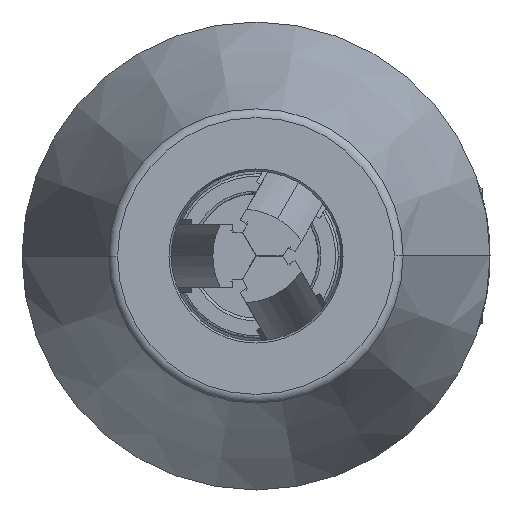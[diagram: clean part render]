
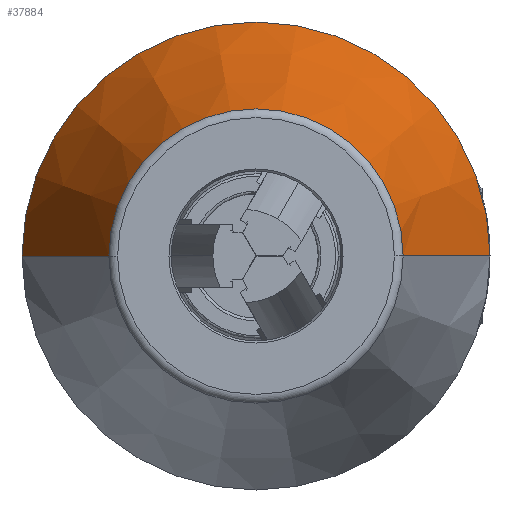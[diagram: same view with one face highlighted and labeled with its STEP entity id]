
A CAD part, front view. The second image highlights one B-rep face of the part: STEP entity #37884.
In plain terms, the highlighted conical face has half-angle 20 degrees and reference radius 25.05 mm.
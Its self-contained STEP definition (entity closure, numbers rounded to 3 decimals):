
#615 = CARTESIAN_POINT ( 'NONE',  ( 0., 69.342, 15.753 ) ) ;
#2556 = CONICAL_SURFACE ( 'NONE', #29897, 25.05, 0.349 ) ;
#2648 = CARTESIAN_POINT ( 'NONE',  ( 0., 43.8, 25.05 ) ) ;
#2743 = ORIENTED_EDGE ( 'NONE', *, *, #27035, .F. ) ;
#4200 = EDGE_CURVE ( 'NONE', #20525, #9540, #35080, .T. ) ;
#5333 = CARTESIAN_POINT ( 'NONE',  ( 0., 69.342, -15.753 ) ) ;
#5588 = ORIENTED_EDGE ( 'NONE', *, *, #4200, .T. ) ;
#5675 = DIRECTION ( 'NONE',  ( 0., -1., 0. ) ) ;
#6506 = CARTESIAN_POINT ( 'NONE',  ( 0., 43.8, 0. ) ) ;
#9040 = DIRECTION ( 'NONE',  ( 0., -0.94, 0.342 ) ) ;
#9540 = VERTEX_POINT ( 'NONE', #615 ) ;
#11454 = AXIS2_PLACEMENT_3D ( 'NONE', #23523, #5675, #26533 ) ;
#12639 = CARTESIAN_POINT ( 'NONE',  ( 0., 69.342, 0. ) ) ;
#13720 = CIRCLE ( 'NONE', #11454, 25.05 ) ;
#14621 = DIRECTION ( 'NONE',  ( 0., -0.94, -0.342 ) ) ;
#15618 = DIRECTION ( 'NONE',  ( 0., 0., -1. ) ) ;
#16083 = VECTOR ( 'NONE', #14621, 1000. ) ;
#17089 = CARTESIAN_POINT ( 'NONE',  ( 0., 43.8, -25.05 ) ) ;
#19306 = FACE_OUTER_BOUND ( 'NONE', #19752, .T. ) ;
#19752 = EDGE_LOOP ( 'NONE', ( #5588, #30238, #2743, #35333 ) ) ;
#19960 = VERTEX_POINT ( 'NONE', #2648 ) ;
#20525 = VERTEX_POINT ( 'NONE', #5333 ) ;
#20908 = CARTESIAN_POINT ( 'NONE',  ( 0., 43.8, 25.05 ) ) ;
#22172 = CARTESIAN_POINT ( 'NONE',  ( 0., 43.8, -25.05 ) ) ;
#23116 = LINE ( 'NONE', #22172, #16083 ) ;
#23523 = CARTESIAN_POINT ( 'NONE',  ( 0., 43.8, 0. ) ) ;
#25734 = EDGE_CURVE ( 'NONE', #20525, #33455, #23116, .T. ) ;
#26533 = DIRECTION ( 'NONE',  ( 0., 0., -1. ) ) ;
#27035 = EDGE_CURVE ( 'NONE', #33455, #19960, #13720, .T. ) ;
#29897 = AXIS2_PLACEMENT_3D ( 'NONE', #6506, #30423, #30300 ) ;
#30013 = AXIS2_PLACEMENT_3D ( 'NONE', #12639, #33459, #15618 ) ;
#30238 = ORIENTED_EDGE ( 'NONE', *, *, #34937, .T. ) ;
#30300 = DIRECTION ( 'NONE',  ( 0., 0., -1. ) ) ;
#30423 = DIRECTION ( 'NONE',  ( 0., -1., 0. ) ) ;
#33455 = VERTEX_POINT ( 'NONE', #17089 ) ;
#33459 = DIRECTION ( 'NONE',  ( 0., -1., 0. ) ) ;
#34937 = EDGE_CURVE ( 'NONE', #9540, #19960, #35216, .T. ) ;
#35080 = CIRCLE ( 'NONE', #30013, 15.753 ) ;
#35216 = LINE ( 'NONE', #20908, #37085 ) ;
#35333 = ORIENTED_EDGE ( 'NONE', *, *, #25734, .F. ) ;
#37085 = VECTOR ( 'NONE', #9040, 1000. ) ;
#37884 = ADVANCED_FACE ( 'NONE', ( #19306 ), #2556, .T. ) ;
